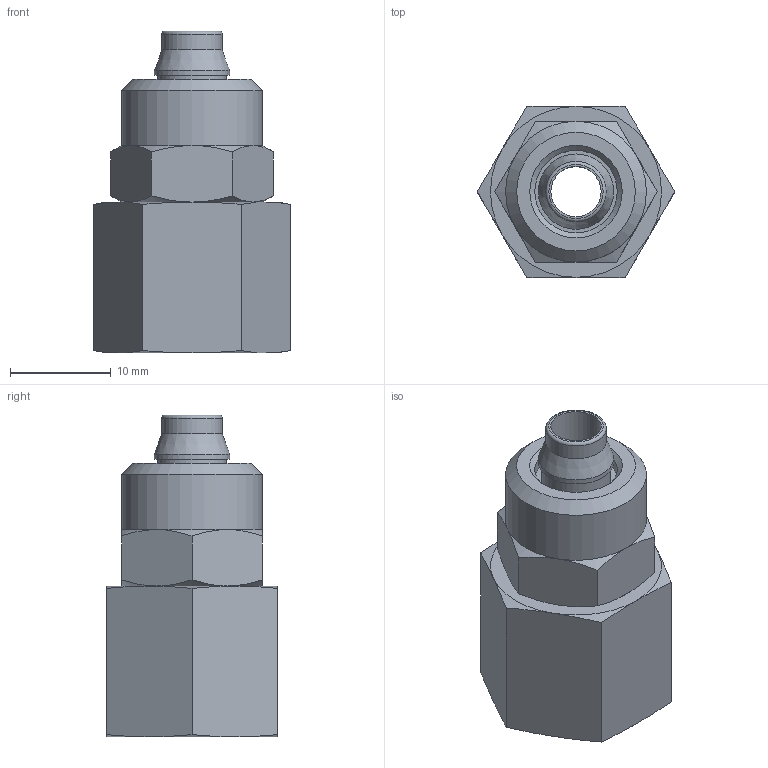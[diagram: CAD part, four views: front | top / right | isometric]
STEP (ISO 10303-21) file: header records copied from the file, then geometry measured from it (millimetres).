
FILE_DESCRIPTION(/* description */ (''),/* implementation_level */ '2;1');
FILE_NAME(/* name */ 'Schlauchanschluss_fuer_perma_G1_4i_fuer_Schlauch_ad8mm_Messing_vernickelt_104821.stp',/* time_stamp */ '2019-08-01T12:52:22+02:00',/* author */ ('002210'),/* organization */ (''),/* preprocessor_version */ 'ST-DEVELOPER v17.2',/* originating_system */ 'Autodesk Inventor 2019',/* authorisation */ '');
FILE_SCHEMA (('AUTOMOTIVE_DESIGN { 1 0 10303 214 3 1 1 }'));
Length unit declared in the file: millimetre
Products named in the file (3): angea19e; angea19e_Schlauchanschluss; angea19e_Mutter
Assembly tree (2 placements, depth 2):
  angea19e
    angea19e_Schlauchanschluss
    angea19e_Mutter
Bounding box: 19.63 x 17 x 32 mm (x, y, z)
Volume: 4466.8 mm3; surface area: 3622.6 mm2
Topology: 2 solids, 2 shells, 61 faces, 145 edges, 91 vertices
Faces by surface type: cone 32, plane 19, cylinder 9, torus 1
Full cylindrical faces by diameter (mm): 5 x1, 6 x1, 6.8 x1, 7.5 x1, 8.2 x1, 10.106 x1, 11.445 x1, 12 x1, 14 x1
Entity records: 1836 total; most frequent: CARTESIAN_POINT 398, DIRECTION 297, ORIENTED_EDGE 290, EDGE_CURVE 145, AXIS2_PLACEMENT_3D 134, VERTEX_POINT 91, EDGE_LOOP 68, CIRCLE 68
